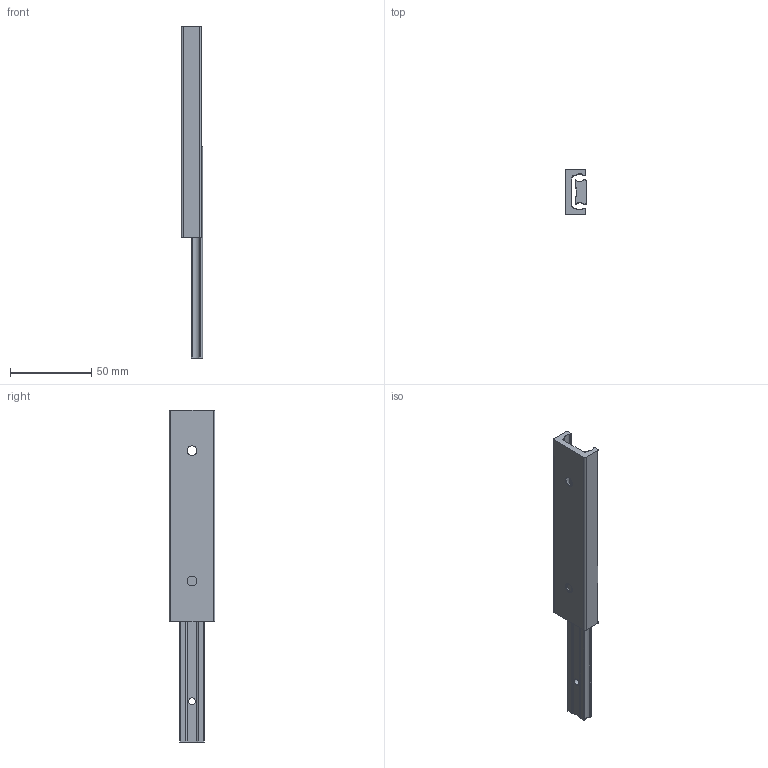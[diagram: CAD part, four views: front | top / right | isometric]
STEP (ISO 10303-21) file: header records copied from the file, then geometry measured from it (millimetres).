
FILE_DESCRIPTION (( 'STEP AP214' ), '1' );
FILE_NAME ('FR 5328_0130mm_05inch_open Rear.STEP', '2022-10-17T11:53:35', ( '' ), ( '' ), 'SwSTEP 2.0', 'SolidWorks 2020', '' );
FILE_SCHEMA (( 'AUTOMOTIVE_DESIGN' ));
Length unit declared in the file: millimetre
Products named in the file (5): 5328.XXX-03.T091_NL  130; FR 5328_0130mm_05inch_open Rear; 5328.XXX-01.T091_NL  130
Assembly tree (4 placements, depth 3):
  FR 5328_0130mm_05inch_open Rear
    5328.XXX-01.T091_NL  130
      5328.XXX-01.T091_NL  130
    5328.XXX-03.T091_NL  130
      5328.XXX-03.T091_NL  130
Bounding box: 13 x 28 x 204 mm (x, y, z)
Volume: 33298.1 mm3; surface area: 18696.5 mm2
Topology: 2 solids, 2 shells, 66 faces, 178 edges, 116 vertices
Faces by surface type: cylinder 36, plane 22, cone 8
Entity records: 2320 total; most frequent: DIRECTION 408, CARTESIAN_POINT 369, ORIENTED_EDGE 356, EDGE_CURVE 178, AXIS2_PLACEMENT_3D 155, VERTEX_POINT 116, VECTOR 98, LINE 98
